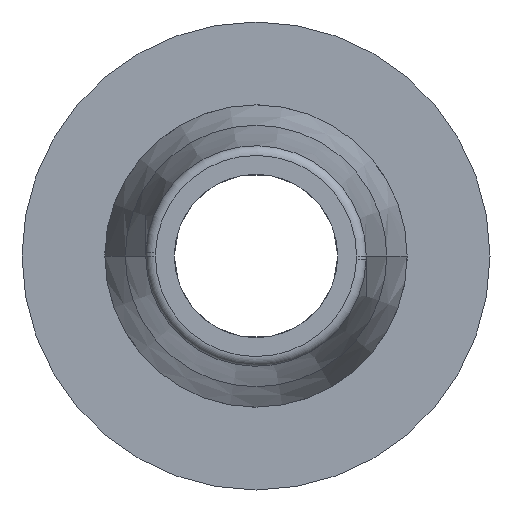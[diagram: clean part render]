
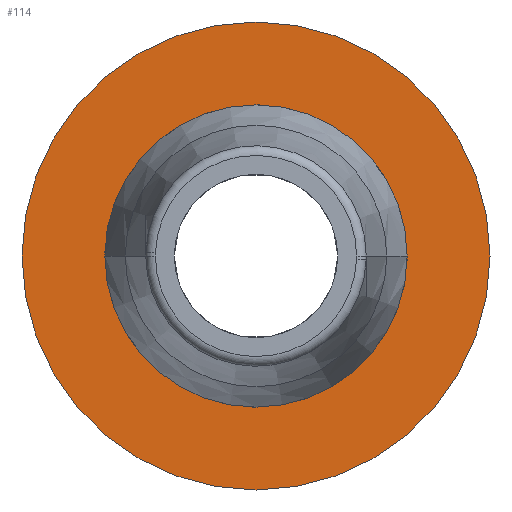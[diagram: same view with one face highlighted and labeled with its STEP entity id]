
A CAD part, left-side view. The second image highlights one B-rep face of the part: STEP entity #114.
In plain terms, the highlighted planar face has unit normal (-1, 0, 0).
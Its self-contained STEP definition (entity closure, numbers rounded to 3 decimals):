
#114=ADVANCED_FACE('',(#272,#273),#274,.T.);
#272=FACE_OUTER_BOUND('',#447,.T.);
#273=FACE_BOUND('',#448,.T.);
#274=PLANE('',#449);
#447=EDGE_LOOP('',(#990,#991));
#448=EDGE_LOOP('',(#992,#993,#994,#995));
#449=AXIS2_PLACEMENT_3D('',#996,#997,#998);
#990=ORIENTED_EDGE('',*,*,#1273,.T.);
#991=ORIENTED_EDGE('',*,*,#1274,.F.);
#992=ORIENTED_EDGE('',*,*,#1272,.F.);
#993=ORIENTED_EDGE('',*,*,#1114,.F.);
#994=ORIENTED_EDGE('',*,*,#1275,.F.);
#995=ORIENTED_EDGE('',*,*,#1126,.F.);
#996=CARTESIAN_POINT('',(0.0,0.0,0.0));
#997=DIRECTION('',(-1.0,0.0,0.0));
#998=DIRECTION('',(0.0,0.0,1.0));
#1114=EDGE_CURVE('',#1309,#1312,#1313,.T.);
#1126=EDGE_CURVE('',#1333,#1336,#1337,.T.);
#1272=EDGE_CURVE('',#1312,#1333,#1566,.T.);
#1273=EDGE_CURVE('',#1567,#1568,#1569,.T.);
#1274=EDGE_CURVE('',#1567,#1568,#1570,.T.);
#1275=EDGE_CURVE('',#1336,#1309,#1571,.T.);
#1309=VERTEX_POINT('',#1611);
#1312=VERTEX_POINT('',#1614);
#1313=CIRCLE('',#1615,3.875);
#1333=VERTEX_POINT('',#1635);
#1336=VERTEX_POINT('',#1638);
#1337=CIRCLE('',#1639,3.875);
#1566=CIRCLE('',#1896,3.875);
#1567=VERTEX_POINT('',#1897);
#1568=VERTEX_POINT('',#1898);
#1569=CIRCLE('',#1899,6.0);
#1570=CIRCLE('',#1900,6.0);
#1571=CIRCLE('',#1901,3.875);
#1611=CARTESIAN_POINT('',(0.,3.873,0.116));
#1614=CARTESIAN_POINT('',(0.,3.875,0.0));
#1615=AXIS2_PLACEMENT_3D('',#1958,#1959,#1960);
#1635=CARTESIAN_POINT('',(0.,-3.873,-0.116));
#1638=CARTESIAN_POINT('',(0.,-3.875,0.0));
#1639=AXIS2_PLACEMENT_3D('',#1994,#1995,#1996);
#1896=AXIS2_PLACEMENT_3D('',#2376,#2377,#2378);
#1897=CARTESIAN_POINT('',(0.0,0.0,-6.0));
#1898=CARTESIAN_POINT('',(0.0,0.0,6.0));
#1899=AXIS2_PLACEMENT_3D('',#2379,#2380,#2381);
#1900=AXIS2_PLACEMENT_3D('',#2382,#2383,#2384);
#1901=AXIS2_PLACEMENT_3D('',#2385,#2386,#2387);
#1958=CARTESIAN_POINT('',(0.,0.0,0.0));
#1959=DIRECTION('',(-1.0,0.0,0.0));
#1960=DIRECTION('',(0.0,-1.0,0.0));
#1994=CARTESIAN_POINT('',(0.,0.0,0.0));
#1995=DIRECTION('',(-1.0,0.0,0.0));
#1996=DIRECTION('',(0.0,1.0,0.0));
#2376=CARTESIAN_POINT('',(0.,0.0,0.0));
#2377=DIRECTION('',(-1.0,0.0,0.0));
#2378=DIRECTION('',(0.0,1.0,0.0));
#2379=CARTESIAN_POINT('',(0.0,0.0,0.0));
#2380=DIRECTION('',(-1.0,0.0,0.0));
#2381=DIRECTION('',(0.0,0.0,-1.0));
#2382=CARTESIAN_POINT('',(0.0,0.0,0.0));
#2383=DIRECTION('',(1.0,0.0,0.0));
#2384=DIRECTION('',(0.0,0.0,-1.0));
#2385=CARTESIAN_POINT('',(0.,0.0,0.0));
#2386=DIRECTION('',(-1.0,0.0,0.0));
#2387=DIRECTION('',(0.0,-1.0,0.0));
